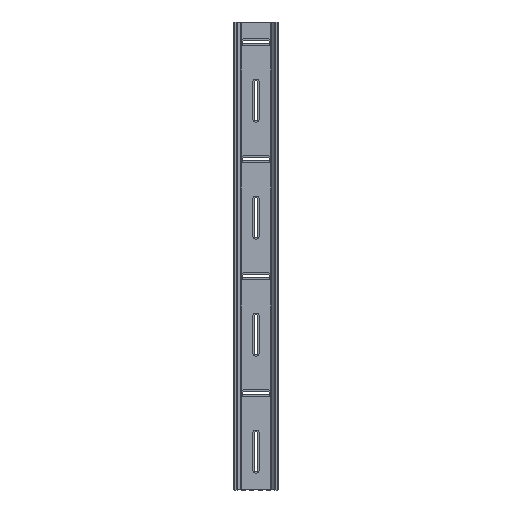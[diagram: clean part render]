
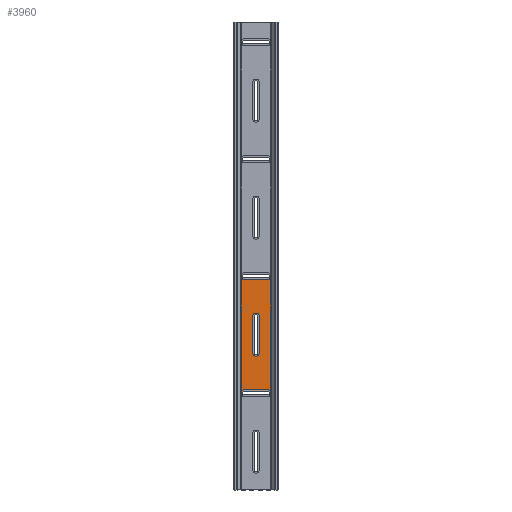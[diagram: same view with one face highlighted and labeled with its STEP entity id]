
A CAD part, top view. The second image highlights one B-rep face of the part: STEP entity #3960.
In plain terms, the highlighted planar face has unit normal (0, 0, 1).
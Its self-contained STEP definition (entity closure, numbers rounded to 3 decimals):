
#3960=ADVANCED_FACE('', (#3970,#3980), #3990, .T.);
#14280=AXIS2_PLACEMENT_3D('Ax2Pl3d', #14290, #14300, #14310);
#14320=AXIS2_PLACEMENT_3D('Ax2Pl3d', #14330, #14340, #14350);
#14360=AXIS2_PLACEMENT_3D('Ax2Pl3d', #14370, #14380, #14390);
#14400=AXIS2_PLACEMENT_3D('Ax2Pl3d', #14410, #14420, #14430);
#14440=AXIS2_PLACEMENT_3D('Ax2Pl3d', #14450, #14460, #14470);
#14480=AXIS2_PLACEMENT_3D('Ax2Pl3d', #14490, #14500, #14510);
#14520=AXIS2_PLACEMENT_3D('Ax2Pl3d', #14530, #14540, #14550);
#24340=CARTESIAN_POINT('', (-70.202,554.619,186.975))
;
#24350=CARTESIAN_POINT('', (-70.202,312.174,186.975));
#24360=CARTESIAN_POINT('', (-70.202,312.174,186.975));
#24610=CARTESIAN_POINT('', (-132.989,312.174,186.975));
#24620=CARTESIAN_POINT('', (-132.989,312.174,186.975));
#24630=CARTESIAN_POINT('', (-132.989,554.619,186.975))
;
#14290=CARTESIAN_POINT('HicPkt', (-127.096,308.397,
186.975));
#24890=CARTESIAN_POINT('', (-127.096,315.397,186.975));
#14330=CARTESIAN_POINT('HicPkt', (-127.096,315.397,
186.975));
#24920=CARTESIAN_POINT('', (-127.096,315.397,186.975));
#24930=CARTESIAN_POINT('', (-76.096,315.397,186.975));
#14370=CARTESIAN_POINT('HicPkt', (-76.096,308.397,
186.975));
#14410=CARTESIAN_POINT('HicPkt', (-76.096,558.397,
186.975));
#24940=CARTESIAN_POINT('', (-76.096,551.397,186.975));
#24950=CARTESIAN_POINT('', (-76.096,551.397,186.975));
#24960=CARTESIAN_POINT('', (-127.096,551.397,186.975));
#14450=CARTESIAN_POINT('HicPkt', (-127.096,558.397,
186.975));
#14490=CARTESIAN_POINT('HicPkt', (-101.596,394.397,
186.975));
#24970=CARTESIAN_POINT('', (-108.596,394.397,186.975));
#24980=CARTESIAN_POINT('', (-94.596,394.397,186.975));
#24990=CARTESIAN_POINT('', (-108.596,394.397,186.975))
;
#25000=CARTESIAN_POINT('', (-108.596,472.397,186.975));
#14530=CARTESIAN_POINT('HicPkt', (-101.596,472.397,
186.975));
#25010=CARTESIAN_POINT('', (-94.596,472.397,186.975));
#25020=CARTESIAN_POINT('', (-94.596,472.397,186.975));
#27000=CIRCLE('Circle', #14280, 7.);
#27010=CIRCLE('Circle', #14360, 7.);
#27020=CIRCLE('Circle', #14400, 7.);
#27030=CIRCLE('Circle', #14440, 7.);
#27040=CIRCLE('Circle', #14480, 7.);
#27050=CIRCLE('Circle', #14520, 7.);
#48800=DIRECTION('', (0.,-1.,0.));
#48930=DIRECTION('', (0.,-1.,0.));
#14300=DIRECTION('Axis', (0.,0.,1.));
#14310=DIRECTION('RefDirection', (1.,0.,0.));
#14340=DIRECTION('Axis', (0.,0.,1.));
#14350=DIRECTION('RefDirection', (1.,0.,0.));
#49140=DIRECTION('', (-1.,0.,0.));
#14380=DIRECTION('Axis', (0.,0.,1.));
#14390=DIRECTION('RefDirection', (1.,0.,0.));
#14420=DIRECTION('Axis', (0.,0.,1.));
#14430=DIRECTION('RefDirection', (1.,0.,0.));
#49150=DIRECTION('', (1.,0.,0.));
#14460=DIRECTION('Axis', (0.,0.,1.));
#14470=DIRECTION('RefDirection', (1.,0.,0.));
#14500=DIRECTION('Axis', (0.,0.,1.));
#14510=DIRECTION('RefDirection', (1.,0.,0.));
#49160=DIRECTION('', (0.,-1.,0.));
#14540=DIRECTION('Axis', (0.,0.,1.));
#14550=DIRECTION('RefDirection', (1.,0.,0.));
#49170=DIRECTION('', (0.,1.,0.));
#59670=EDGE_CURVE('', #59650, #59680, #59690, .T.);
#60150=EDGE_CURVE('', #60160, #60130, #60170, .T.);
#60670=EDGE_CURVE('', #60680, #60130, #27000, .T.);
#60730=EDGE_CURVE('', #60740, #60680, #60750, .T.);
#60760=EDGE_CURVE('', #59680, #60740, #27010, .T.);
#60770=EDGE_CURVE('', #60780, #59650, #27020, .T.);
#60790=EDGE_CURVE('', #60800, #60780, #60810, .T.);
#60820=EDGE_CURVE('', #60160, #60800, #27030, .T.);
#60830=EDGE_CURVE('', #60840, #60850, #27040, .T.);
#60860=EDGE_CURVE('', #60870, #60840, #60880, .T.);
#60890=EDGE_CURVE('', #60900, #60870, #27050, .T.);
#60910=EDGE_CURVE('', #60850, #60900, #60920, .T.);
#72490=EDGE_LOOP('Edge_loop', (#72500,#72510,#72520,#72530,#72540,
#72550,#72560,#72570));
#72580=EDGE_LOOP('Edge_loop', (#72590,#72600,#72610,#72620));
#3980=FACE_BOUND('', #72580, .T.);
#3970=FACE_OUTER_BOUND('Face_outer_bound', #72490, .T.);
#59690=LINE('Line', #24350, #83280);
#60170=LINE('Line', #24620, #83410);
#60750=LINE('Line', #24920, #83620);
#60810=LINE('Line', #24950, #83630);
#60880=LINE('Line', #24990, #83640);
#60920=LINE('Line', #25020, #83650);
#72500=ORIENTED_EDGE('', *, *, #60670, .F.);
#72510=ORIENTED_EDGE('', *, *, #60730, .F.);
#72520=ORIENTED_EDGE('', *, *, #60760, .F.);
#72530=ORIENTED_EDGE('', *, *, #59670, .F.);
#72540=ORIENTED_EDGE('', *, *, #60770, .F.);
#72550=ORIENTED_EDGE('', *, *, #60790, .F.);
#72560=ORIENTED_EDGE('', *, *, #60820, .F.);
#72570=ORIENTED_EDGE('', *, *, #60150, .T.);
#72590=ORIENTED_EDGE('', *, *, #60830, .F.);
#72600=ORIENTED_EDGE('', *, *, #60860, .F.);
#72610=ORIENTED_EDGE('', *, *, #60890, .F.);
#72620=ORIENTED_EDGE('', *, *, #60910, .F.);
#3990=PLANE('Plane', #14320);
#83280=VECTOR('', #48800, 242.445);
#83410=VECTOR('', #48930, 242.445);
#83620=VECTOR('', #49140, 51.);
#83630=VECTOR('', #49150, 51.);
#83640=VECTOR('', #49160, 78.);
#83650=VECTOR('', #49170, 78.);
#59650=VERTEX_POINT('', #24340);
#59680=VERTEX_POINT('', #24360);
#60130=VERTEX_POINT('', #24610);
#60160=VERTEX_POINT('', #24630);
#60680=VERTEX_POINT('', #24890);
#60740=VERTEX_POINT('', #24930);
#60780=VERTEX_POINT('', #24940);
#60800=VERTEX_POINT('', #24960);
#60840=VERTEX_POINT('', #24970);
#60850=VERTEX_POINT('', #24980);
#60870=VERTEX_POINT('', #25000);
#60900=VERTEX_POINT('', #25010);
